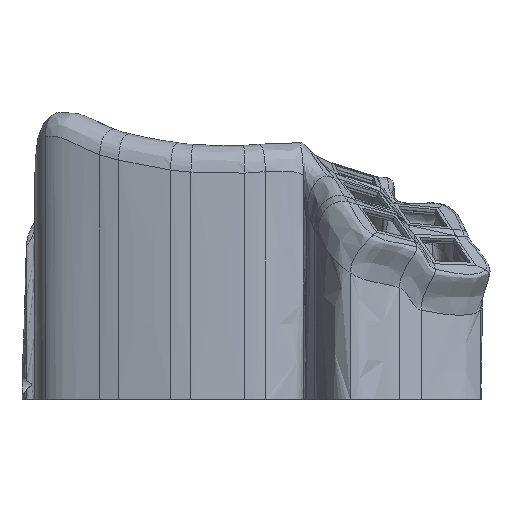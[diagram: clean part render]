
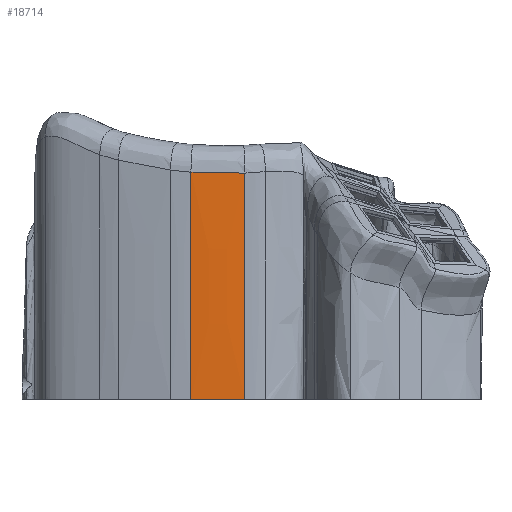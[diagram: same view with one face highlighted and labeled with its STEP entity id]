
A CAD part, left-side view. The second image highlights one B-rep face of the part: STEP entity #18714.
In plain terms, the highlighted free-form (B-spline) face has degree [3, 3] with [4, 4] control points.
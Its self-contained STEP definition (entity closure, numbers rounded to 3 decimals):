
#663=LINE('',#30803,#2790);
#669=LINE('',#31013,#2796);
#2790=VECTOR('',#21569,10.);
#2796=VECTOR('',#21577,10.);
#5855=FACE_OUTER_BOUND('',#7119,.T.);
#7119=EDGE_LOOP('',(#13733,#13734,#13735,#13736));
#8455=B_SPLINE_CURVE_WITH_KNOTS('',3,(#28166,#28167,#28168,#28169),
 .UNSPECIFIED.,.F.,.F.,(4,4),(0.,1.),.UNSPECIFIED.);
#8607=B_SPLINE_CURVE_WITH_KNOTS('',3,(#30821,#30822,#30823,#30824),
 .UNSPECIFIED.,.F.,.F.,(4,4),(0.,1.),.UNSPECIFIED.);
#8951=VERTEX_POINT('',#28160);
#8952=VERTEX_POINT('',#28165);
#9079=VERTEX_POINT('',#30629);
#9084=VERTEX_POINT('',#30820);
#10468=EDGE_CURVE('',#8952,#8951,#8455,.T.);
#10708=EDGE_CURVE('',#8952,#9079,#663,.T.);
#10709=EDGE_CURVE('',#9079,#9084,#8607,.T.);
#10725=EDGE_CURVE('',#8951,#9084,#669,.T.);
#13733=ORIENTED_EDGE('',*,*,#10708,.F.);
#13734=ORIENTED_EDGE('',*,*,#10468,.T.);
#13735=ORIENTED_EDGE('',*,*,#10725,.T.);
#13736=ORIENTED_EDGE('',*,*,#10709,.F.);
#18373=B_SPLINE_SURFACE_WITH_KNOTS('',3,3,((#30997,#30998,#30999,#31000),
(#31001,#31002,#31003,#31004),(#31005,#31006,#31007,#31008),(#31009,#31010,
#31011,#31012)),.UNSPECIFIED.,.F.,.F.,.F.,(4,4),(4,4),(0.,1.),(0.,1.),
 .UNSPECIFIED.);
#18714=ADVANCED_FACE('',(#5855),#18373,.T.);
#21569=DIRECTION('',(0.,0.,1.));
#21577=DIRECTION('',(0.,0.,1.));
#28160=CARTESIAN_POINT('',(-44.328,25.54,3.));
#28165=CARTESIAN_POINT('',(-44.324,43.991,3.));
#28166=CARTESIAN_POINT('Ctrl Pts',(-44.324,43.991,3.));
#28167=CARTESIAN_POINT('Ctrl Pts',(-44.632,38.412,3.));
#28168=CARTESIAN_POINT('Ctrl Pts',(-44.633,31.123,3.));
#28169=CARTESIAN_POINT('Ctrl Pts',(-44.328,25.54,3.));
#30629=CARTESIAN_POINT('',(-44.324,43.991,80.729));
#30803=CARTESIAN_POINT('',(-44.324,43.991,3.));
#30820=CARTESIAN_POINT('',(-44.328,25.54,80.407));
#30821=CARTESIAN_POINT('Ctrl Pts',(-44.324,43.991,80.729));
#30822=CARTESIAN_POINT('Ctrl Pts',(-44.604,38.424,80.398));
#30823=CARTESIAN_POINT('Ctrl Pts',(-44.606,31.115,80.27));
#30824=CARTESIAN_POINT('Ctrl Pts',(-44.328,25.54,80.407));
#30997=CARTESIAN_POINT('Ctrl Pts',(-44.324,43.991,3.));
#30998=CARTESIAN_POINT('Ctrl Pts',(-44.324,43.991,28.91));
#30999=CARTESIAN_POINT('Ctrl Pts',(-44.324,43.991,54.819));
#31000=CARTESIAN_POINT('Ctrl Pts',(-44.324,43.991,80.729));
#31001=CARTESIAN_POINT('Ctrl Pts',(-44.632,38.412,3.));
#31002=CARTESIAN_POINT('Ctrl Pts',(-44.632,38.412,28.91));
#31003=CARTESIAN_POINT('Ctrl Pts',(-44.604,38.424,54.488));
#31004=CARTESIAN_POINT('Ctrl Pts',(-44.604,38.424,80.398));
#31005=CARTESIAN_POINT('Ctrl Pts',(-44.633,31.123,3.));
#31006=CARTESIAN_POINT('Ctrl Pts',(-44.633,31.123,28.802));
#31007=CARTESIAN_POINT('Ctrl Pts',(-44.606,31.115,54.468));
#31008=CARTESIAN_POINT('Ctrl Pts',(-44.606,31.115,80.27));
#31009=CARTESIAN_POINT('Ctrl Pts',(-44.328,25.54,3.));
#31010=CARTESIAN_POINT('Ctrl Pts',(-44.328,25.54,28.802));
#31011=CARTESIAN_POINT('Ctrl Pts',(-44.328,25.54,54.604));
#31012=CARTESIAN_POINT('Ctrl Pts',(-44.328,25.54,80.407));
#31013=CARTESIAN_POINT('',(-44.328,25.54,3.));
